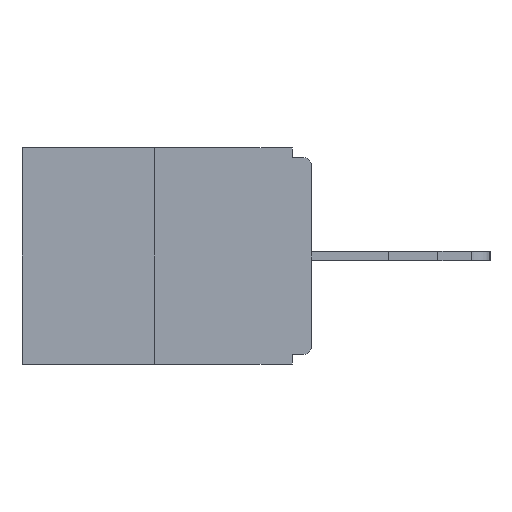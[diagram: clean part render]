
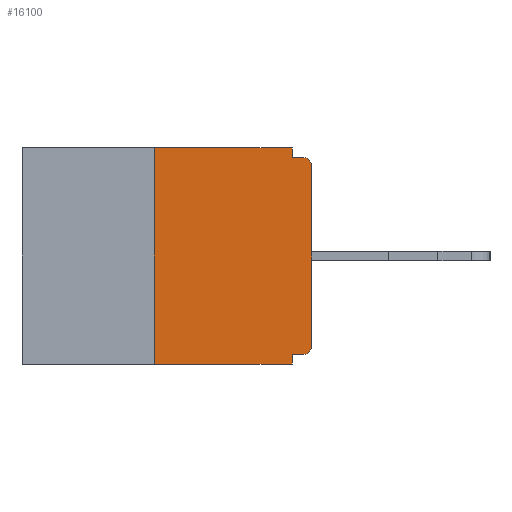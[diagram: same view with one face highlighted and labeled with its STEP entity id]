
A CAD part, left-side view. The second image highlights one B-rep face of the part: STEP entity #16100.
In plain terms, the highlighted planar face has unit normal (-1, 0, 0).
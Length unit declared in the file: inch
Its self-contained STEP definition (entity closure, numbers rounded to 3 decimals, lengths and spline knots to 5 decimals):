
#280 = ORIENTED_EDGE ( 'NONE', *, *, #20557, .T. ) ;
#1728 = CARTESIAN_POINT ( 'NONE',  ( 0., 0., -0.03 ) ) ;
#2762 = CARTESIAN_POINT ( 'NONE',  ( 0., 0.015, -0.03 ) ) ;
#2954 = ORIENTED_EDGE ( 'NONE', *, *, #5717, .F. ) ;
#3623 = VECTOR ( 'NONE', #24203, 39.37008 ) ;
#3675 = AXIS2_PLACEMENT_3D ( 'NONE', #2762, #17409, #4921 ) ;
#3809 = LINE ( 'NONE', #21905, #14245 ) ;
#4103 = VECTOR ( 'NONE', #24247, 39.37008 ) ;
#4490 = AXIS2_PLACEMENT_3D ( 'NONE', #20172, #22308, #9757 ) ;
#4527 = CARTESIAN_POINT ( 'NONE',  ( 0., 0.015, -0.328 ) ) ;
#4554 = VERTEX_POINT ( 'NONE', #26716 ) ;
#4734 = EDGE_LOOP ( 'NONE', ( #13438, #2954, #20303, #5633, #16707, #6971, #13780, #280, #17713, #18373 ) ) ;
#4831 = EDGE_CURVE ( 'NONE', #15505, #26241, #22612, .T. ) ;
#4921 = DIRECTION ( 'NONE',  ( 0., 0., -1. ) ) ;
#5469 = EDGE_CURVE ( 'NONE', #17510, #9700, #5558, .T. ) ;
#5558 = LINE ( 'NONE', #12248, #11735 ) ;
#5633 = ORIENTED_EDGE ( 'NONE', *, *, #4831, .F. ) ;
#5717 = EDGE_CURVE ( 'NONE', #4554, #14489, #10742, .T. ) ;
#5929 = VECTOR ( 'NONE', #8860, 39.37008 ) ;
#6971 = ORIENTED_EDGE ( 'NONE', *, *, #15397, .T. ) ;
#7285 = CARTESIAN_POINT ( 'NONE',  ( 0., 0.015, -0.015 ) ) ;
#7480 = CARTESIAN_POINT ( 'NONE',  ( 0., 0., -0.328 ) ) ;
#7557 = CIRCLE ( 'NONE', #11635, 0.015 ) ;
#7788 = CARTESIAN_POINT ( 'NONE',  ( 0., 0.031, -0.343 ) ) ;
#8045 = CARTESIAN_POINT ( 'NONE',  ( 0., 0.46, 0. ) ) ;
#8860 = DIRECTION ( 'NONE',  ( 0., 0., -1. ) ) ;
#9273 = VECTOR ( 'NONE', #20563, 39.37008 ) ;
#9378 = DIRECTION ( 'NONE',  ( 0., 0., -1. ) ) ;
#9527 = CARTESIAN_POINT ( 'NONE',  ( 0., 0.015, -0.313 ) ) ;
#9531 = VERTEX_POINT ( 'NONE', #19197 ) ;
#9700 = VERTEX_POINT ( 'NONE', #7285 ) ;
#9757 = DIRECTION ( 'NONE',  ( 0., 0., -1. ) ) ;
#10742 = LINE ( 'NONE', #26404, #15618 ) ;
#11616 = DIRECTION ( 'NONE',  ( 0., 0., -1. ) ) ;
#11635 = AXIS2_PLACEMENT_3D ( 'NONE', #9527, #24186, #11616 ) ;
#11735 = VECTOR ( 'NONE', #12693, 39.37008 ) ;
#11743 = VERTEX_POINT ( 'NONE', #1728 ) ;
#11961 = CIRCLE ( 'NONE', #3675, 0.015 ) ;
#11971 = CARTESIAN_POINT ( 'NONE',  ( 0., 0.031, -0.328 ) ) ;
#12248 = CARTESIAN_POINT ( 'NONE',  ( 0., 0., -0.015 ) ) ;
#12693 = DIRECTION ( 'NONE',  ( 0., -1., 0. ) ) ;
#13438 = ORIENTED_EDGE ( 'NONE', *, *, #19087, .F. ) ;
#13780 = ORIENTED_EDGE ( 'NONE', *, *, #21953, .T. ) ;
#14085 = LINE ( 'NONE', #7480, #3623 ) ;
#14245 = VECTOR ( 'NONE', #9378, 39.37008 ) ;
#14489 = VERTEX_POINT ( 'NONE', #14766 ) ;
#14766 = CARTESIAN_POINT ( 'NONE',  ( 0., 0.25, 0. ) ) ;
#15397 = EDGE_CURVE ( 'NONE', #23337, #9531, #7557, .T. ) ;
#15455 = LINE ( 'NONE', #8045, #20361 ) ;
#15505 = VERTEX_POINT ( 'NONE', #11971 ) ;
#15618 = VECTOR ( 'NONE', #26108, 39.37008 ) ;
#16100 = ADVANCED_FACE ( 'NONE', ( #22552 ), #18080, .F. ) ;
#16380 = DIRECTION ( 'NONE',  ( 0., -1., 0. ) ) ;
#16707 = ORIENTED_EDGE ( 'NONE', *, *, #26765, .F. ) ;
#17409 = DIRECTION ( 'NONE',  ( -1., 0., 0. ) ) ;
#17510 = VERTEX_POINT ( 'NONE', #25962 ) ;
#17685 = VERTEX_POINT ( 'NONE', #26496 ) ;
#17713 = ORIENTED_EDGE ( 'NONE', *, *, #5469, .F. ) ;
#18080 = PLANE ( 'NONE',  #4490 ) ;
#18373 = ORIENTED_EDGE ( 'NONE', *, *, #20682, .F. ) ;
#18469 = CARTESIAN_POINT ( 'NONE',  ( 0., 0.46, -0.343 ) ) ;
#19087 = EDGE_CURVE ( 'NONE', #14489, #17685, #15455, .T. ) ;
#19197 = CARTESIAN_POINT ( 'NONE',  ( 0., 0., -0.313 ) ) ;
#20172 = CARTESIAN_POINT ( 'NONE',  ( 0., 0.46, 0. ) ) ;
#20303 = ORIENTED_EDGE ( 'NONE', *, *, #25522, .T. ) ;
#20361 = VECTOR ( 'NONE', #16380, 39.37008 ) ;
#20557 = EDGE_CURVE ( 'NONE', #11743, #9700, #11961, .T. ) ;
#20563 = DIRECTION ( 'NONE',  ( 0., -1., 0. ) ) ;
#20682 = EDGE_CURVE ( 'NONE', #17685, #17510, #3809, .T. ) ;
#20749 = LINE ( 'NONE', #22137, #4103 ) ;
#21905 = CARTESIAN_POINT ( 'NONE',  ( 0., 0.031, 0. ) ) ;
#21953 = EDGE_CURVE ( 'NONE', #9531, #11743, #20749, .T. ) ;
#22137 = CARTESIAN_POINT ( 'NONE',  ( 0., 0., 0. ) ) ;
#22308 = DIRECTION ( 'NONE',  ( 1., 0., 0. ) ) ;
#22552 = FACE_OUTER_BOUND ( 'NONE', #4734, .T. ) ;
#22612 = LINE ( 'NONE', #26035, #5929 ) ;
#23337 = VERTEX_POINT ( 'NONE', #4527 ) ;
#24186 = DIRECTION ( 'NONE',  ( -1., 0., 0. ) ) ;
#24203 = DIRECTION ( 'NONE',  ( 0., 1., 0. ) ) ;
#24247 = DIRECTION ( 'NONE',  ( 0., 0., 1. ) ) ;
#25522 = EDGE_CURVE ( 'NONE', #4554, #26241, #26023, .T. ) ;
#25962 = CARTESIAN_POINT ( 'NONE',  ( 0., 0.031, -0.015 ) ) ;
#26023 = LINE ( 'NONE', #18469, #9273 ) ;
#26035 = CARTESIAN_POINT ( 'NONE',  ( 0., 0.031, -0.343 ) ) ;
#26108 = DIRECTION ( 'NONE',  ( 0., 0., 1. ) ) ;
#26241 = VERTEX_POINT ( 'NONE', #7788 ) ;
#26404 = CARTESIAN_POINT ( 'NONE',  ( 0., 0.25, 0. ) ) ;
#26496 = CARTESIAN_POINT ( 'NONE',  ( 0., 0.031, 0. ) ) ;
#26716 = CARTESIAN_POINT ( 'NONE',  ( 0., 0.25, -0.343 ) ) ;
#26765 = EDGE_CURVE ( 'NONE', #23337, #15505, #14085, .T. ) ;
